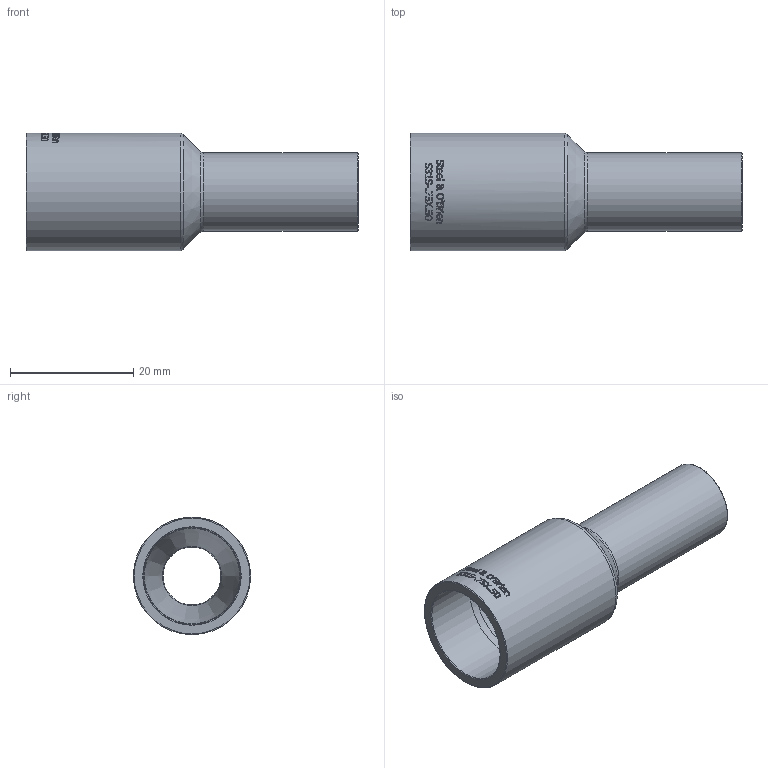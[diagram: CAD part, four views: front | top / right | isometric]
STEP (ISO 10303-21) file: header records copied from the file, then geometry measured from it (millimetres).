
FILE_DESCRIPTION(/* description */ (''),/* implementation_level */ '2;1');
FILE_NAME(/* name */ 'S31S-.75X.50.stp',/* time_stamp */ '2018-11-20T11:55:24-05:00',/* author */ ('rick'),/* organization */ (''),/* preprocessor_version */ 'ST-DEVELOPER v15.2',/* originating_system */ 'Autodesk Inventor 2014',/* authorisation */ '');
FILE_SCHEMA (('AUTOMOTIVE_DESIGN { 1 0 10303 214 3 1 1 }'));
Length unit declared in the file: inch
Products named in the file (1): S31S-.75X.50
Bounding box: 53.98 x 19.05 x 19.05 mm (x, y, z)
Volume: 5242.1 mm3; surface area: 4860.3 mm2
Topology: 1 solids, 1 shells, 411 faces, 1112 edges, 738 vertices
Faces by surface type: bspline 210, plane 153, cylinder 39, torus 7, cone 2
Full cylindrical faces by diameter (mm): 9.398 x1, 12.7 x1, 15.748 x1, 19.05 x1
Entity records: 16660 total; most frequent: CARTESIAN_POINT 7563, ORIENTED_EDGE 2198, DIRECTION 1276, EDGE_CURVE 1099, VERTEX_POINT 738, LINE 488, VECTOR 488, EDGE_LOOP 461
